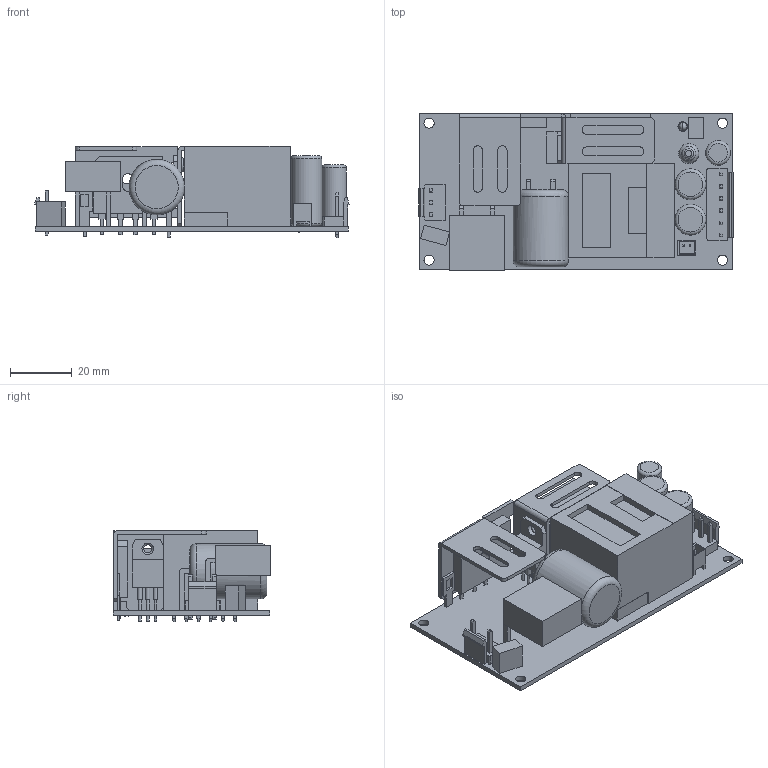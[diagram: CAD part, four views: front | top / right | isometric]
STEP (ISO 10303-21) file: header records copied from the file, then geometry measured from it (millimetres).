
FILE_DESCRIPTION(/* description */ (''),/* implementation_level */ '2;1');
FILE_NAME(/* name */ 'EPP-200.step',/* time_stamp */ '2023-01-07T19:04:34+01:00',/* author */ (''),/* organization */ (''),/* preprocessor_version */ 'ST-DEVELOPER v19.2',/* originating_system */ 'Autodesk Translation Framework v11.17.0.187',/* authorisation */ '');
FILE_SCHEMA (('AUTOMOTIVE_DESIGN { 1 0 10303 214 3 1 1 }'));
Length unit declared in the file: millimetre
Products named in the file (1): EPP-200
Bounding box: 102.04 x 51.05 x 29.8 mm (x, y, z)
Volume: 64275.3 mm3; surface area: 28790 mm2
Topology: 1 solids, 2 shells, 532 faces, 1362 edges, 876 vertices
Faces by surface type: plane 449, cylinder 61, torus 12, bspline 9, cone 1
Full cylindrical faces by diameter (mm): 0.927 x6, 1.5 x3, 2.5 x1, 2.65 x1, 2.8 x1, 3 x1, 3.11 x1, 3.3 x4, 3.4 x1, 3.7 x1, 4.09 x1, 4.5 x1, 6.5 x1, 8 x1, 10 x2, 18 x1
Entity records: 17837 total; most frequent: CARTESIAN_POINT 4115, ORIENTED_EDGE 2716, DIRECTION 2550, EDGE_CURVE 1358, LINE 1182, VECTOR 1182, VERTEX_POINT 876, AXIS2_PLACEMENT_3D 684
